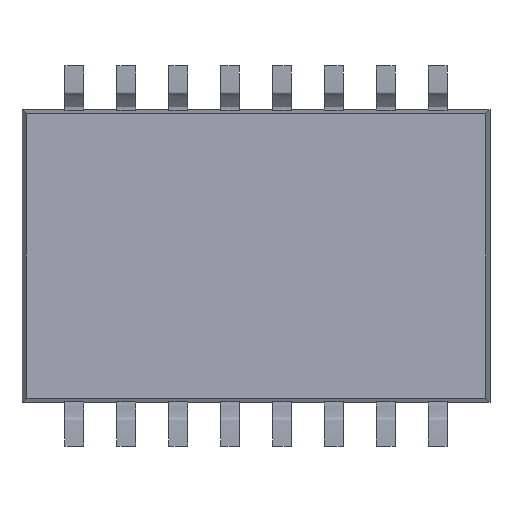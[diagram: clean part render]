
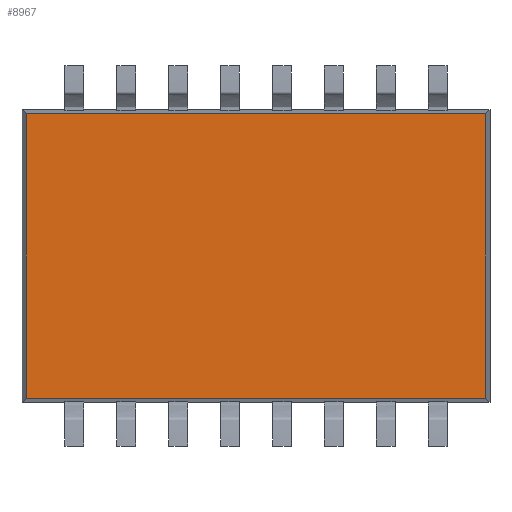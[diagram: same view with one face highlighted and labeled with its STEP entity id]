
A CAD part, front view. The second image highlights one B-rep face of the part: STEP entity #8967.
In plain terms, the highlighted planar face has unit normal (0, -1, 0).
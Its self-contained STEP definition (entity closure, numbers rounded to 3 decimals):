
#41 = EDGE_CURVE ( 'NONE', #9321, #14222, #19535, .T. ) ;
#51 = EDGE_CURVE ( 'NONE', #10138, #9321, #5815, .T. ) ;
#442 = CARTESIAN_POINT ( 'NONE',  ( 5.625, 0., -3.475 ) ) ;
#1380 = DIRECTION ( 'NONE',  ( 0., 0., 1. ) ) ;
#1543 = CARTESIAN_POINT ( 'NONE',  ( 5.625, 0., 3.475 ) ) ;
#2191 = EDGE_CURVE ( 'NONE', #14222, #19704, #16614, .T. ) ;
#3699 = ORIENTED_EDGE ( 'NONE', *, *, #41, .F. ) ;
#3892 = EDGE_CURVE ( 'NONE', #19704, #10138, #18170, .T. ) ;
#4379 = DIRECTION ( 'NONE',  ( 1., 0., 0. ) ) ;
#4569 = VECTOR ( 'NONE', #9138, 1000. ) ;
#5050 = PLANE ( 'NONE',  #18512 ) ;
#5205 = VECTOR ( 'NONE', #5716, 1000. ) ;
#5716 = DIRECTION ( 'NONE',  ( -1., 0., 0. ) ) ;
#5815 = LINE ( 'NONE', #6024, #5205 ) ;
#6024 = CARTESIAN_POINT ( 'NONE',  ( 5.625, 0., -3.475 ) ) ;
#6767 = ORIENTED_EDGE ( 'NONE', *, *, #2191, .F. ) ;
#7686 = ORIENTED_EDGE ( 'NONE', *, *, #51, .F. ) ;
#8028 = DIRECTION ( 'NONE',  ( 1., 0., 0. ) ) ;
#8171 = VECTOR ( 'NONE', #1380, 1000. ) ;
#8967 = ADVANCED_FACE ( 'NONE', ( #12760 ), #5050, .F. ) ;
#9138 = DIRECTION ( 'NONE',  ( 0., 0., -1. ) ) ;
#9321 = VERTEX_POINT ( 'NONE', #16565 ) ;
#10138 = VERTEX_POINT ( 'NONE', #442 ) ;
#10848 = CARTESIAN_POINT ( 'NONE',  ( 0., 0., 0. ) ) ;
#11533 = ORIENTED_EDGE ( 'NONE', *, *, #3892, .F. ) ;
#11589 = CARTESIAN_POINT ( 'NONE',  ( -5.625, 0., 3.475 ) ) ;
#12760 = FACE_OUTER_BOUND ( 'NONE', #17199, .T. ) ;
#13119 = VECTOR ( 'NONE', #4379, 1000. ) ;
#13659 = CARTESIAN_POINT ( 'NONE',  ( 5.625, 0., 3.475 ) ) ;
#14222 = VERTEX_POINT ( 'NONE', #18020 ) ;
#16532 = CARTESIAN_POINT ( 'NONE',  ( -5.625, 0., -3.475 ) ) ;
#16565 = CARTESIAN_POINT ( 'NONE',  ( -5.625, 0., -3.475 ) ) ;
#16614 = LINE ( 'NONE', #11589, #13119 ) ;
#16984 = DIRECTION ( 'NONE',  ( 0., 1., 0. ) ) ;
#17199 = EDGE_LOOP ( 'NONE', ( #6767, #3699, #7686, #11533 ) ) ;
#18020 = CARTESIAN_POINT ( 'NONE',  ( -5.625, 0., 3.475 ) ) ;
#18170 = LINE ( 'NONE', #13659, #4569 ) ;
#18512 = AXIS2_PLACEMENT_3D ( 'NONE', #10848, #16984, #8028 ) ;
#19535 = LINE ( 'NONE', #16532, #8171 ) ;
#19704 = VERTEX_POINT ( 'NONE', #1543 ) ;
